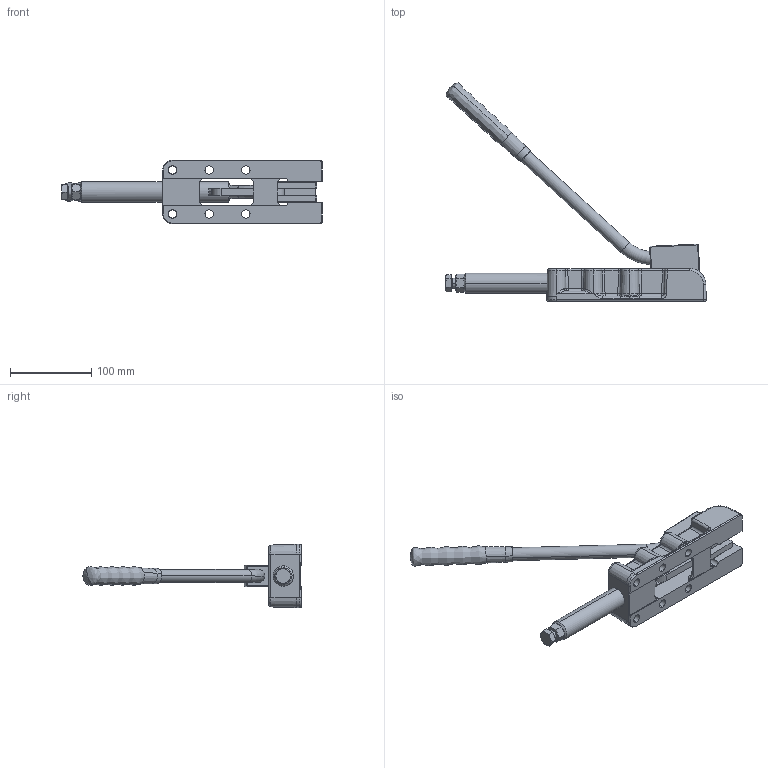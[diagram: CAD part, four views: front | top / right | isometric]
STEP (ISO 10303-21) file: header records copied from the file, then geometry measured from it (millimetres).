
FILE_DESCRIPTION (( 'STEP AP214' ), '1' );
FILE_NAME ('GH-32500HL(Â²¤Æ)-1.STEP', '2020-06-16T05:50:17', ( 'LinWei' ), ( '' ), 'SwSTEP 2.0', 'SolidWorks 2016', '' );
FILE_SCHEMA (( 'AUTOMOTIVE_DESIGN' ));
Length unit declared in the file: millimetre
Products named in the file (6): Group1^GH-32500HL(簡化); 13250005-1^GH-32500HL(簡化)-1; Group5^GH-32500HL(簡化)-1; Group4^GH-32500HL(簡化)-1; Group3^GH-32500HL(簡化)-1; GH-32500HL(簡化)-1
Assembly tree (5 placements, depth 2):
  GH-32500HL(簡化)-1
    Group3^GH-32500HL(簡化)-1
    Group4^GH-32500HL(簡化)-1
    Group5^GH-32500HL(簡化)-1
    13250005-1^GH-32500HL(簡化)-1
    Group1^GH-32500HL(簡化)
Bounding box: 319.91 x 268.13 x 78.21 mm (x, y, z)
Volume: 563978.1 mm3; surface area: 129350.9 mm2
Topology: 5 solids, 5 shells, 350 faces, 836 edges, 479 vertices
Faces by surface type: plane 105, cylinder 102, bspline 50, cone 44, torus 31, sphere 18
Entity records: 13713 total; most frequent: CARTESIAN_POINT 5127, ORIENTED_EDGE 1616, DIRECTION 1606, EDGE_CURVE 808, AXIS2_PLACEMENT_3D 646, VERTEX_POINT 479, EDGE_LOOP 389, ADVANCED_FACE 350
